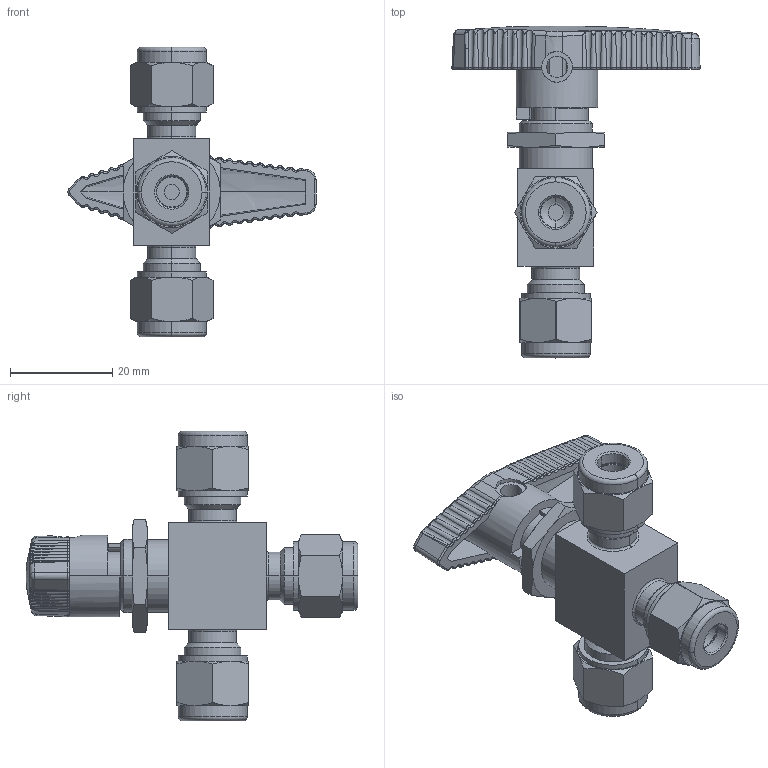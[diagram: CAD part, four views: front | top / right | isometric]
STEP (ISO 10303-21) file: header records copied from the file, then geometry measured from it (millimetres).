
FILE_DESCRIPTION(('FreeCAD Model'),'2;1');
FILE_NAME('Open CASCADE Shape Model','2025-12-09T09:47:08',('Author'),( ''),'Open CASCADE STEP processor 7.8','FreeCAD','Unknown');
FILE_SCHEMA(('AUTOMOTIVE_DESIGN { 1 0 10303 214 1 1 1 1 }'));
Length unit declared in the file: millimetre
Products named in the file (3): BVN1-2A-3B-D-6M-PF-S001; BVN1-2A-3B-D-6M-PF-S; BVN1
Assembly tree (2 placements, depth 2):
  BVN1-2A-3B-D-6M-PF-S001
    BVN1-2A-3B-D-6M-PF-S
    BVN1
Bounding box: 48.56 x 64.95 x 56.7 mm (x, y, z)
Volume: 17468 mm3; surface area: 12184.4 mm2
Topology: 2 solids, 2 shells, 649 faces, 1538 edges, 947 vertices
Faces by surface type: torus 179, cone 170, cylinder 142, plane 124, bspline 25, sphere 9
Entity records: 22190 total; most frequent: CARTESIAN_POINT 7785, ORIENTED_EDGE 3076, DIRECTION 2921, EDGE_CURVE 1538, AXIS2_PLACEMENT_3D 1282, VERTEX_POINT 947, FACE_BOUND 705, EDGE_LOOP 705
